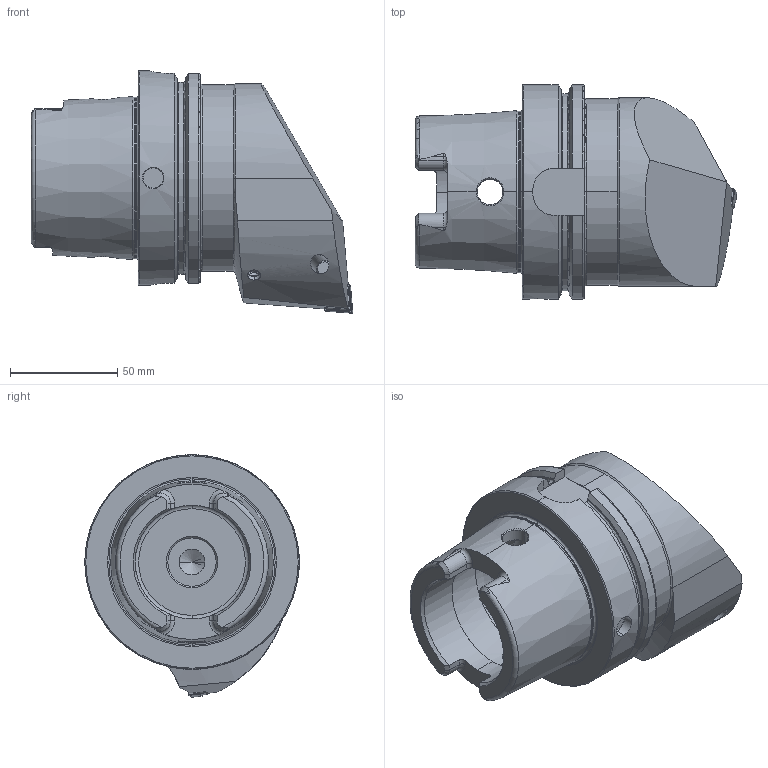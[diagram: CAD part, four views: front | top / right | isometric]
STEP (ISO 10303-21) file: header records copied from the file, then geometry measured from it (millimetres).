
FILE_DESCRIPTION (( 'STEP AP214' ), '1' );
FILE_NAME ('-PC..RLA.100-HP.STEP', '2024-07-08T07:46:32', ( '' ), ( '' ), 'SwSTEP 2.0', 'SolidWorks 2022', '' );
FILE_SCHEMA (( 'AUTOMOTIVE_DESIGN' ));
Length unit declared in the file: millimetre
Products named in the file (13): KVT_MB_600_060; DIN 7991 - M5x15; ISO 8752 2x8; WCD-ER4.101.017_A; CHP-ER1.015.006_A; CNMG120404; HA0-PCD.RLA.100-HP_A_Fertigbearbeitung; WCD-ER2.101.003_A; -PC..RLA.100-HP; DIN 3771 - 13x1; CHP-ER1.008.014_A; CHP-ER1.015.006; WCD-ER3.101.000_A
Assembly tree (12 placements, depth 3):
  -PC..RLA.100-HP
    HA0-PCD.RLA.100-HP_A_Fertigbearbeitung
    KVT_MB_600_060
    CNMG120404
    WCD-ER2.101.003_A
    WCD-ER4.101.017_A
    WCD-ER3.101.000_A
    CHP-ER1.008.014_A
    CHP-ER1.015.006
      CHP-ER1.015.006_A
      DIN 3771 - 13x1
      DIN 7991 - M5x15
    ISO 8752 2x8
Bounding box: 149.9 x 100 x 113 mm (x, y, z)
Volume: 570263.3 mm3; surface area: 74824.6 mm2
Topology: 12 solids, 12 shells, 511 faces, 1257 edges, 756 vertices
Faces by surface type: plane 155, cylinder 146, cone 136, torus 56, bspline 16, sphere 2
Entity records: 18745 total; most frequent: CARTESIAN_POINT 5174, DIRECTION 2473, ORIENTED_EDGE 2464, EDGE_CURVE 1232, AXIS2_PLACEMENT_3D 972, VERTEX_POINT 753, EDGE_LOOP 543, LINE 529
